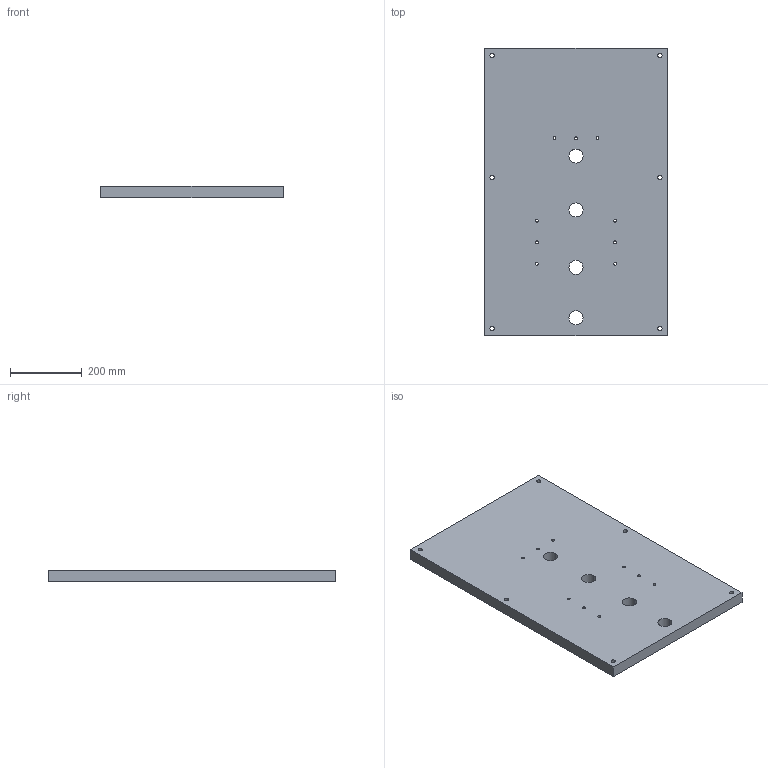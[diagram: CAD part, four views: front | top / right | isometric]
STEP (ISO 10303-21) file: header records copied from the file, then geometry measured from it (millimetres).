
FILE_DESCRIPTION(('CATIA V5 STEP Exchange','CAx-IF Rec.Pracs.--- Model Styling and Organization---1.5--- 2016-08-15','CAx-IF Rec.Pracs.---Supplemental Geometry---1.0---2011-11-01','CAx-IF Rec.Pracs.--- Composite Materials ---1.1---2010-07-15'),'2;1');
FILE_NAME('Support_aluminium_frame.stp','2023-06-02T13:20:56+00:00',('none'),('none'),'CATIA Version 5-6 Release 2020 SP5 HF5','CATIA V5 STEP AP214 v2','none');
FILE_SCHEMA(('AUTOMOTIVE_DESIGN { 1 0 10303 214 1 1 1 1 }'));
Length unit declared in the file: millimetre
Products named in the file (1): STAN30384E9F03d3
Bounding box: 507 x 800 x 33 mm (x, y, z)
Volume: 13189791.9 mm3; surface area: 916745.1 mm2
Topology: 1 solids, 1 shells, 44 faces, 126 edges, 84 vertices
Faces by surface type: cylinder 38, plane 6
Entity records: 1412 total; most frequent: ORIENTED_EDGE 252, CARTESIAN_POINT 236, DIRECTION 176, EDGE_CURVE 126, AXIS2_PLACEMENT_3D 102, VERTEX_POINT 84, EDGE_LOOP 82, CIRCLE 76
